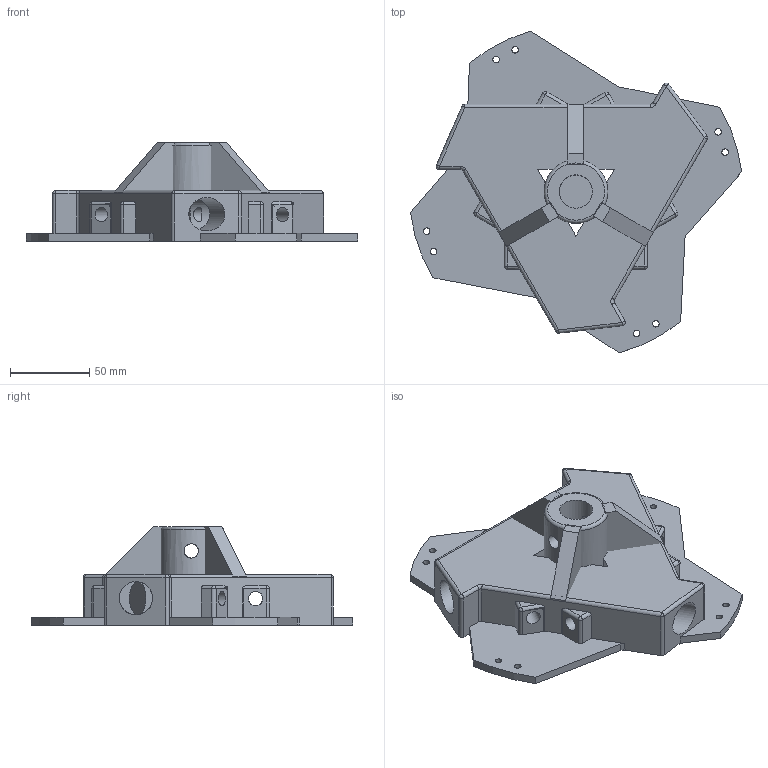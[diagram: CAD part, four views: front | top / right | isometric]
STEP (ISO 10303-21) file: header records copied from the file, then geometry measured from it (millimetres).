
FILE_DESCRIPTION(('FreeCAD Model'),'2;1');
FILE_NAME('Open CASCADE Shape Model','2021-05-19T09:36:04',('Author'),( ''),'Open CASCADE STEP processor 7.5','FreeCAD','Unknown');
FILE_SCHEMA(('AUTOMOTIVE_DESIGN { 1 0 10303 214 1 1 1 1 }'));
Length unit declared in the file: millimetre
Products named in the file (3): plan_fusion_v1_6; Fusion038; Fusion037
Assembly tree (2 placements, depth 2):
  plan_fusion_v1_6
    Fusion038
    Fusion037
Bounding box: 208.44 x 202.47 x 62 mm (x, y, z)
Volume: 21906.8 mm3; surface area: 115890.6 mm2
Topology: 3 solids, 4 shells, 191 faces, 567 edges, 358 vertices
Faces by surface type: plane 105, cylinder 70, sphere 12, torus 4
Full cylindrical faces by diameter (mm): 4 x3, 4.1 x8, 9 x11, 21 x2, 40 x1
Entity records: 20158 total; most frequent: CARTESIAN_POINT 9350, DIRECTION 1794, ORIENTED_EDGE 1106, PCURVE 1106, DEFINITIONAL_REPRESENTATION 1106, LINE 944, VECTOR 944, EDGE_CURVE 553
